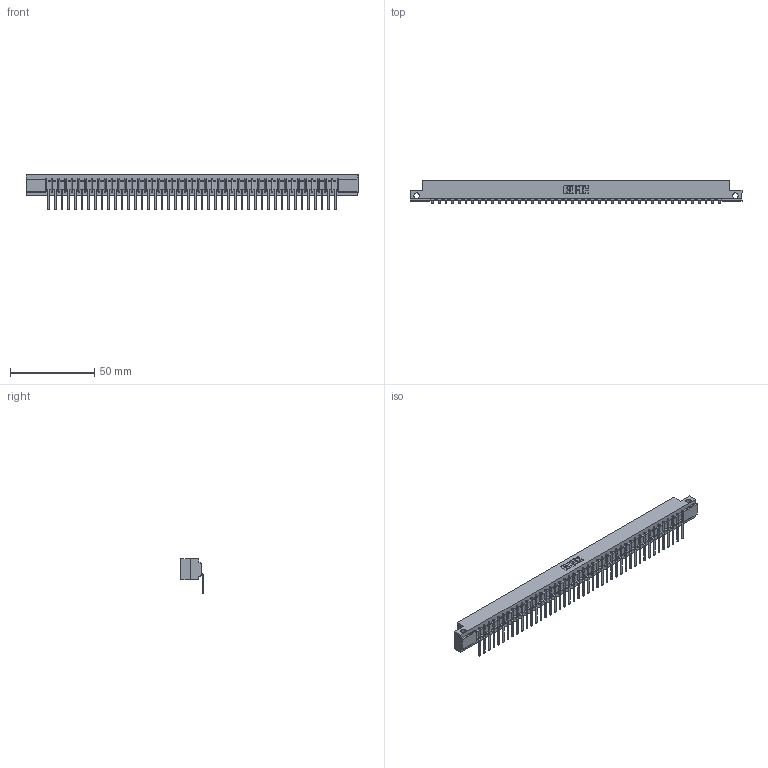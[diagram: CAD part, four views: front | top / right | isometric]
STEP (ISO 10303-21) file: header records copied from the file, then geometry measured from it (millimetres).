
FILE_DESCRIPTION (( 'STEP AP203' ), '1' );
FILE_NAME ('357-044-557-112.STEP', '2019-09-17T12:04:20', ( '' ), ( '' ), 'SwSTEP 2.0', 'SolidWorks 2016', '' );
FILE_SCHEMA (( 'CONFIG_CONTROL_DESIGN' ));
Length unit declared in the file: inch
Products named in the file (3): 307-290-002_557; 307 Part_.128 Dia Side Mounting Holes; 357-044-557-112
Assembly tree (45 placements, depth 2):
  357-044-557-112
    307 Part_.128 Dia Side Mounting Holes
    307-290-002_557  x44
Bounding box: 197.36 x 13.32 x 20.66 mm (x, y, z)
Volume: 21111.3 mm3; surface area: 27349 mm2
Topology: 45 solids, 45 shells, 3595 faces, 11059 edges, 7250 vertices
Faces by surface type: plane 2138, cylinder 1367, sphere 90
Entity records: 38330 total; most frequent: CARTESIAN_POINT 6468, ORIENTED_EDGE 6458, DIRECTION 6283, EDGE_CURVE 3229, VECTOR 2473, LINE 2473, VERTEX_POINT 2090, AXIS2_PLACEMENT_3D 1905
